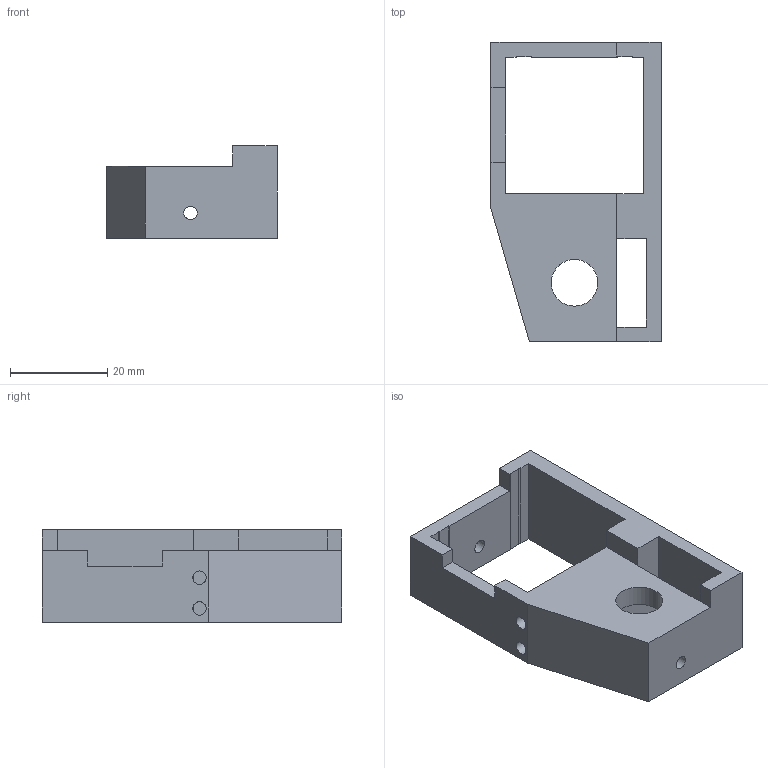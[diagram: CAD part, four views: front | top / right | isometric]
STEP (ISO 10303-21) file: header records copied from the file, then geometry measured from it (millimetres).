
FILE_DESCRIPTION(/* description */ (''),/* implementation_level */ '2;1');
FILE_NAME(/* name */ '30_Mount_Nema_Motor_attachement_for_XYstage_standalone_v3.ipt.step',/* time_stamp */ '2022-11-29T08:24:19+01:00',/* author */ ('diederichbenedict'),/* organization */ (''),/* preprocessor_version */ 'ST-DEVELOPER v18.1',/* originating_system */ 'Autodesk Inventor 2022',/* authorisation */ '');
FILE_SCHEMA (('AUTOMOTIVE_DESIGN { 1 0 10303 214 3 1 1 }'));
Length unit declared in the file: millimetre
Products named in the file (1): 30_Mount_Nema_Motor_attachement_for_XYstage_standalone_v3
Bounding box: 35 x 61.6 x 19 mm (x, y, z)
Volume: 14283.5 mm3; surface area: 8672.4 mm2
Topology: 1 solids, 1 shells, 41 faces, 132 edges, 88 vertices
Faces by surface type: plane 33, cylinder 8
Full cylindrical faces by diameter (mm): 2.8 x5, 9.6 x1
Entity records: 1561 total; most frequent: CARTESIAN_POINT 304, ORIENTED_EDGE 264, DIRECTION 234, EDGE_CURVE 132, LINE 110, VECTOR 110, VERTEX_POINT 88, AXIS2_PLACEMENT_3D 62
